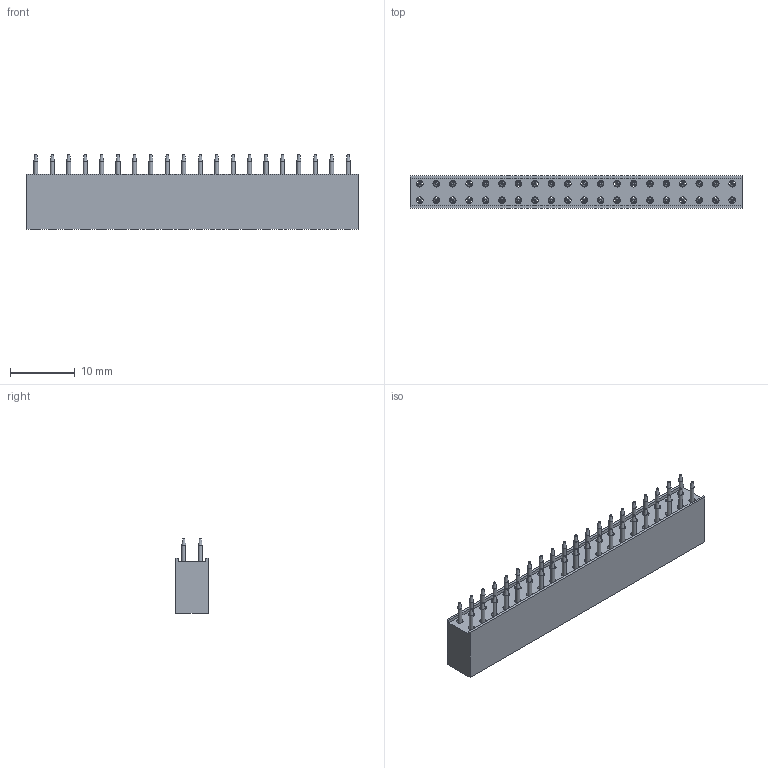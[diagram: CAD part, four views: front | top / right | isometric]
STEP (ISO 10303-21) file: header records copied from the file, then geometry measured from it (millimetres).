
FILE_DESCRIPTION(/* description */ ('STEP AP242','CAx-IF Rec.Pracs.---Representation and Presentation of Product Manufacturing Information (PMI)---4.0---2014-10-13','CAx-IF Rec.Pracs.---3D Tessellated Geometry---0.4---2014-09-14','2;1'),/* implementation_level */ '2;1');
FILE_NAME(/* name */ '637d8728c556cd2dd63dae0f',/* time_stamp */ '2022-11-23T02:36:25+00:00',/* author */ (''),/* organization */ (''),/* preprocessor_version */ 'ST-DEVELOPER v18.102',/* originating_system */ ' ',/* authorisation */ ' ');
FILE_SCHEMA (('AP242_MANAGED_MODEL_BASED_3D_ENGINEERING_MIM_LF { 1 0 10303 442 1 1 4 }'));
Length unit declared in the file: metre
Products named in the file (80): Part 80; Part 79; Part 78; Part 77; Part 76; Part 75; Part 74; Part 73; Part 72; Part 71; Part 70; Part 69; Part 68; Part 67; Part 66; Part 65; Part 64; Part 63; Part 62; Part 61; Part 60; Part 59; Part 58; Part 57; Part 56; Part 55; Part 54; Part 53; Part 52; Part 51; Part 50; Part 49; Part 48; Part 47; Part 46; Part 45; Part 44; Part 43; Part 42; Part 2 ...
Bounding box: 51.3 x 5 x 11.5 mm (x, y, z)
Volume: 1936.6 mm3; surface area: 3322 mm2
Topology: 80 solids, 80 shells, 452 faces, 869 edges, 579 vertices
Faces by surface type: plane 330, cylinder 82, cone 40
Full cylindrical faces by diameter (mm): 0.54 x1, 0.64 x40, 1.02 x41
Entity records: 12757 total; most frequent: DIRECTION 2134, CARTESIAN_POINT 1778, ORIENTED_EDGE 1414, AXIS2_PLACEMENT_3D 895, EDGE_CURVE 707, EDGE_LOOP 656, FACE_BOUND 656, VERTEX_POINT 539
